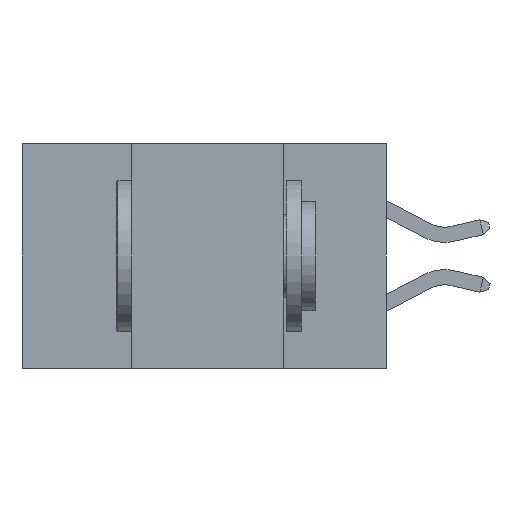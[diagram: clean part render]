
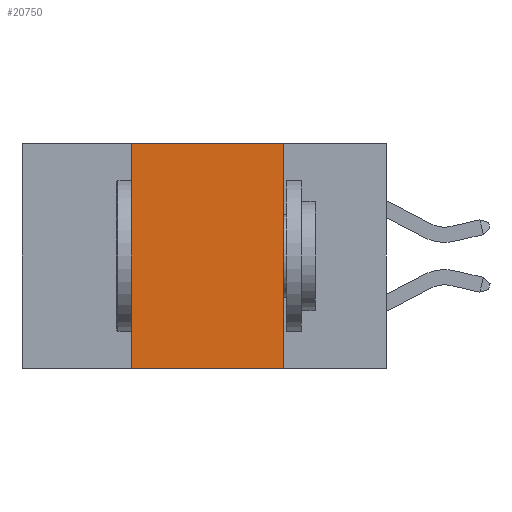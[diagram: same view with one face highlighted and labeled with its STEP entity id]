
A CAD part, left-side view. The second image highlights one B-rep face of the part: STEP entity #20750.
In plain terms, the highlighted planar face has unit normal (-1, 0, 0).
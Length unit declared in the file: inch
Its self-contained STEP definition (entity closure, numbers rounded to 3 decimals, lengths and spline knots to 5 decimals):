
#62 = PLANE ( 'NONE',  #15477 ) ;
#129 = CARTESIAN_POINT ( 'NONE',  ( 0., 0.17, -0.37 ) ) ;
#341 = VECTOR ( 'NONE', #9568, 39.37008 ) ;
#1713 = VECTOR ( 'NONE', #20567, 39.37008 ) ;
#1764 = DIRECTION ( 'NONE',  ( 0., 0., -1. ) ) ;
#2638 = ORIENTED_EDGE ( 'NONE', *, *, #13040, .F. ) ;
#3299 = CARTESIAN_POINT ( 'NONE',  ( 0., 0.17, 0. ) ) ;
#3362 = CARTESIAN_POINT ( 'NONE',  ( 0., 0.6, 0. ) ) ;
#3543 = EDGE_CURVE ( 'NONE', #8471, #5571, #7899, .T. ) ;
#3788 = EDGE_CURVE ( 'NONE', #19470, #5571, #20307, .T. ) ;
#4189 = CARTESIAN_POINT ( 'NONE',  ( 0., 0.42, -0.37 ) ) ;
#5571 = VERTEX_POINT ( 'NONE', #129 ) ;
#7175 = CARTESIAN_POINT ( 'NONE',  ( 0., 0.42, 0. ) ) ;
#7622 = VECTOR ( 'NONE', #14751, 39.37008 ) ;
#7899 = LINE ( 'NONE', #16887, #15950 ) ;
#8471 = VERTEX_POINT ( 'NONE', #4189 ) ;
#8601 = LINE ( 'NONE', #19105, #341 ) ;
#9568 = DIRECTION ( 'NONE',  ( 0., -1., 0. ) ) ;
#9975 = FACE_OUTER_BOUND ( 'NONE', #11857, .T. ) ;
#11003 = EDGE_CURVE ( 'NONE', #8471, #15034, #14688, .T. ) ;
#11521 = DIRECTION ( 'NONE',  ( 1., 0., 0. ) ) ;
#11802 = ORIENTED_EDGE ( 'NONE', *, *, #3788, .F. ) ;
#11857 = EDGE_LOOP ( 'NONE', ( #11802, #2638, #19260, #18769 ) ) ;
#13040 = EDGE_CURVE ( 'NONE', #15034, #19470, #8601, .T. ) ;
#14688 = LINE ( 'NONE', #20505, #1713 ) ;
#14751 = DIRECTION ( 'NONE',  ( 0., 0., -1. ) ) ;
#14777 = CARTESIAN_POINT ( 'NONE',  ( 0., 0.17, -0.37 ) ) ;
#15034 = VERTEX_POINT ( 'NONE', #7175 ) ;
#15477 = AXIS2_PLACEMENT_3D ( 'NONE', #3362, #11521, #1764 ) ;
#15950 = VECTOR ( 'NONE', #16681, 39.37008 ) ;
#16681 = DIRECTION ( 'NONE',  ( 0., -1., 0. ) ) ;
#16887 = CARTESIAN_POINT ( 'NONE',  ( 0., 0.6, -0.37 ) ) ;
#18769 = ORIENTED_EDGE ( 'NONE', *, *, #3543, .T. ) ;
#19105 = CARTESIAN_POINT ( 'NONE',  ( 0., 0.6, 0. ) ) ;
#19260 = ORIENTED_EDGE ( 'NONE', *, *, #11003, .F. ) ;
#19470 = VERTEX_POINT ( 'NONE', #3299 ) ;
#20307 = LINE ( 'NONE', #14777, #7622 ) ;
#20505 = CARTESIAN_POINT ( 'NONE',  ( 0., 0.42, -0.37 ) ) ;
#20567 = DIRECTION ( 'NONE',  ( 0., 0., 1. ) ) ;
#20750 = ADVANCED_FACE ( 'NONE', ( #9975 ), #62, .F. ) ;
